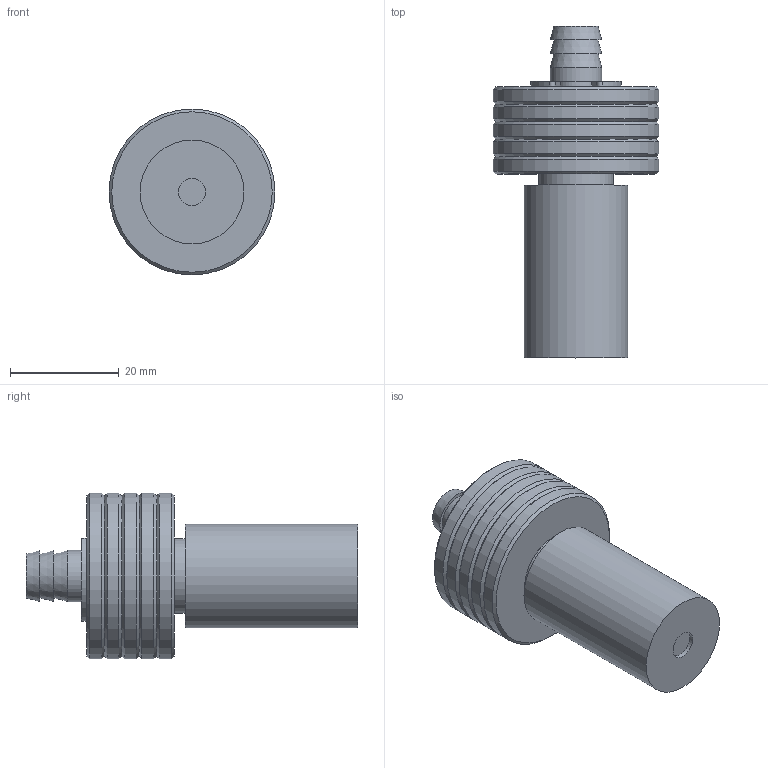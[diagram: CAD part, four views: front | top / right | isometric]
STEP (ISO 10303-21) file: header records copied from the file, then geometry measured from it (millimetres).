
FILE_DESCRIPTION((''),'2;1');
FILE_NAME('OFSVILW.stp','2013-11-25T16:38:03',('Administrator'),(''),'Autodesk Inventor 2010','Autodesk Inventor 2010','');
FILE_SCHEMA(('AUTOMOTIVE_DESIGN { 1 0 10303 214 1 1 1 1 }'));
Length unit declared in the file: inch
Products named in the file (1): OFSVILW_Shrinkwrap_1
Bounding box: 30.48 x 60.96 x 30.48 mm (x, y, z)
Surface area: 7010.9 mm2 (no closed solid volume)
Topology: 0 solids, 7 shells, 55 faces, 130 edges, 84 vertices
Faces by surface type: cylinder 22, plane 19, cone 13, torus 1
Full cylindrical faces by diameter (mm): 4.699 x1, 5.08 x1, 7.544 x1, 9.398 x2, 9.906 x1, 13.716 x1, 19.05 x1, 30.48 x5
Entity records: 1667 total; most frequent: CARTESIAN_POINT 370, DIRECTION 274, ORIENTED_EDGE 174, AXIS2_PLACEMENT_3D 122, EDGE_CURVE 100, EDGE_LOOP 95, VERTEX_POINT 82, CIRCLE 66
